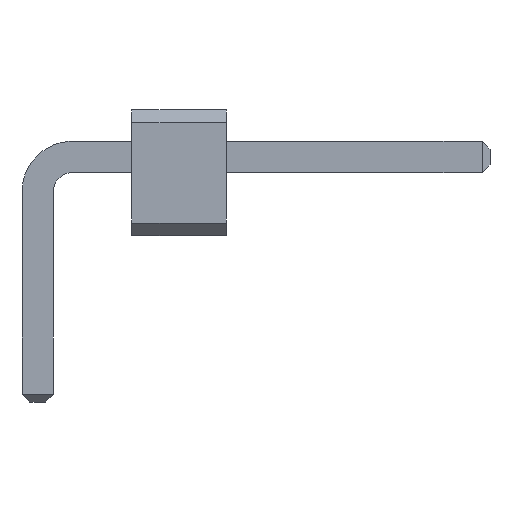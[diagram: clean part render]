
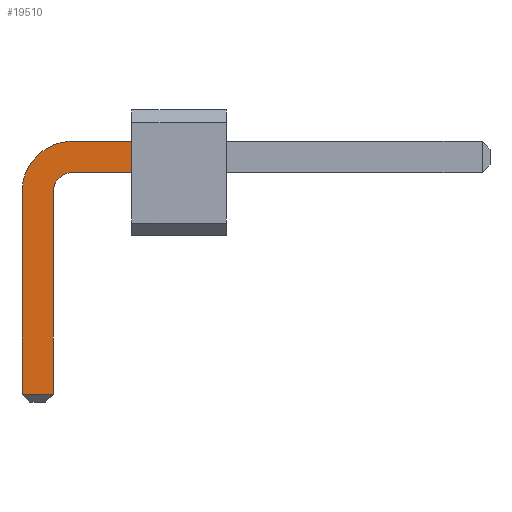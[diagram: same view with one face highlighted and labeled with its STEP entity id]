
A CAD part, front view. The second image highlights one B-rep face of the part: STEP entity #19510.
In plain terms, the highlighted planar face has unit normal (0, -1, 0).
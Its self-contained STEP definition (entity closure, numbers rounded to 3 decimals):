
#6154 = VERTEX_POINT('',#6155);
#6155 = CARTESIAN_POINT('',(1.5,-72.25,1.25));
#6163 = EDGE_CURVE('',#6154,#6164,#6166,.T.);
#6164 = VERTEX_POINT('',#6165);
#6165 = CARTESIAN_POINT('',(1.5,-72.25,0.75));
#6166 = LINE('',#6167,#6168);
#6167 = CARTESIAN_POINT('',(1.5,-72.25,0.499));
#6168 = VECTOR('',#6169,1.);
#6169 = DIRECTION('',(0.,0.,-1.));
#19410 = VERTEX_POINT('',#19411);
#19411 = CARTESIAN_POINT('',(0.5,-72.25,1.25));
#19417 = EDGE_CURVE('',#19410,#6154,#19418,.T.);
#19418 = LINE('',#19419,#19420);
#19419 = CARTESIAN_POINT('',(0.5,-72.25,1.25));
#19420 = VECTOR('',#19421,1.);
#19421 = DIRECTION('',(1.,0.,0.));
#19492 = EDGE_CURVE('',#6164,#19493,#19495,.T.);
#19493 = VERTEX_POINT('',#19494);
#19494 = CARTESIAN_POINT('',(0.5,-72.25,0.75));
#19495 = LINE('',#19496,#19497);
#19496 = CARTESIAN_POINT('',(7.2,-72.25,0.75));
#19497 = VECTOR('',#19498,1.);
#19498 = DIRECTION('',(-1.,0.,0.));
#19510 = ADVANCED_FACE('',(#19511),#19556,.F.);
#19511 = FACE_BOUND('',#19512,.F.);
#19512 = EDGE_LOOP('',(#19513,#19514,#19515,#19524,#19532,#19540,#19548,
#19555));
#19513 = ORIENTED_EDGE('',*,*,#6163,.T.);
#19514 = ORIENTED_EDGE('',*,*,#19492,.T.);
#19515 = ORIENTED_EDGE('',*,*,#19516,.T.);
#19516 = EDGE_CURVE('',#19493,#19517,#19519,.T.);
#19517 = VERTEX_POINT('',#19518);
#19518 = CARTESIAN_POINT('',(0.25,-72.25,0.5));
#19519 = CIRCLE('',#19520,0.324);
#19520 = AXIS2_PLACEMENT_3D('',#19521,#19522,#19523);
#19521 = CARTESIAN_POINT('',(0.567,-72.25,0.433));
#19522 = DIRECTION('',(0.,-1.,0.));
#19523 = DIRECTION('',(-0.207,0.,0.978
));
#19524 = ORIENTED_EDGE('',*,*,#19525,.T.);
#19525 = EDGE_CURVE('',#19517,#19526,#19528,.T.);
#19526 = VERTEX_POINT('',#19527);
#19527 = CARTESIAN_POINT('',(0.25,-72.25,-2.775));
#19528 = LINE('',#19529,#19530);
#19529 = CARTESIAN_POINT('',(0.25,-72.25,0.5));
#19530 = VECTOR('',#19531,1.);
#19531 = DIRECTION('',(0.,0.,-1.));
#19532 = ORIENTED_EDGE('',*,*,#19533,.T.);
#19533 = EDGE_CURVE('',#19526,#19534,#19536,.T.);
#19534 = VERTEX_POINT('',#19535);
#19535 = CARTESIAN_POINT('',(-0.25,-72.25,-2.775));
#19536 = LINE('',#19537,#19538);
#19537 = CARTESIAN_POINT('',(0.25,-72.25,-2.775));
#19538 = VECTOR('',#19539,1.);
#19539 = DIRECTION('',(-1.,0.,0.));
#19540 = ORIENTED_EDGE('',*,*,#19541,.T.);
#19541 = EDGE_CURVE('',#19534,#19542,#19544,.T.);
#19542 = VERTEX_POINT('',#19543);
#19543 = CARTESIAN_POINT('',(-0.25,-72.25,0.5));
#19544 = LINE('',#19545,#19546);
#19545 = CARTESIAN_POINT('',(-0.25,-72.25,-2.9));
#19546 = VECTOR('',#19547,1.);
#19547 = DIRECTION('',(0.,0.,1.));
#19548 = ORIENTED_EDGE('',*,*,#19549,.T.);
#19549 = EDGE_CURVE('',#19542,#19410,#19550,.T.);
#19550 = CIRCLE('',#19551,0.808);
#19551 = AXIS2_PLACEMENT_3D('',#19552,#19553,#19554);
#19552 = CARTESIAN_POINT('',(0.556,-72.25,0.444));
#19553 = DIRECTION('',(0.,1.,0.));
#19554 = DIRECTION('',(-0.998,0.,
0.069));
#19555 = ORIENTED_EDGE('',*,*,#19417,.T.);
#19556 = PLANE('',#19557);
#19557 = AXIS2_PLACEMENT_3D('',#19558,#19559,#19560);
#19558 = CARTESIAN_POINT('',(2.437,-72.25,0.248));
#19559 = DIRECTION('',(0.,1.,-0.));
#19560 = DIRECTION('',(0.,0.,-1.));
